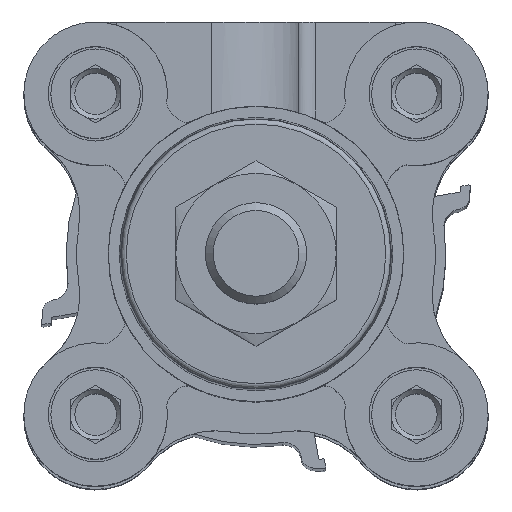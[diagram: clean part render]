
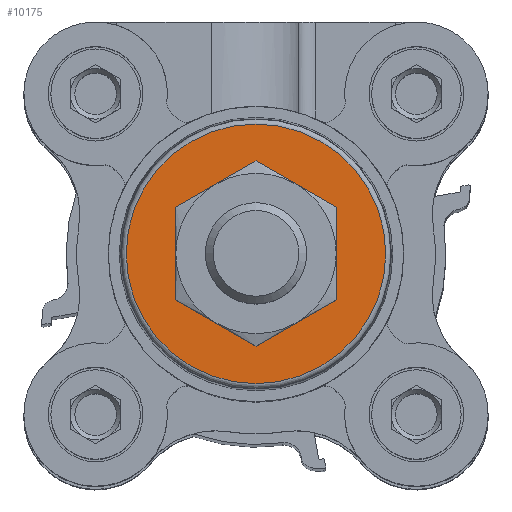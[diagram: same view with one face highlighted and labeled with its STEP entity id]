
A CAD part, top view. The second image highlights one B-rep face of the part: STEP entity #10175.
In plain terms, the highlighted face is planar.
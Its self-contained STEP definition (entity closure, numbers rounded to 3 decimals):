
#1417=PLANE('',#11035);
#1850=CIRCLE('',#11034,15.375);
#1851=CIRCLE('',#11036,8.);
#3793=ORIENTED_EDGE('',*,*,#4933,.F.);
#3794=ORIENTED_EDGE('',*,*,#4932,.T.);
#4932=EDGE_CURVE('',#5657,#5657,#1850,.T.);
#4933=EDGE_CURVE('',#5658,#5658,#1851,.T.);
#5657=VERTEX_POINT('',#15503);
#5658=VERTEX_POINT('',#15506);
#6203=EDGE_LOOP('',(#3793));
#6204=EDGE_LOOP('',(#3794));
#6734=FACE_BOUND('',#6203,.T.);
#6735=FACE_BOUND('',#6204,.T.);
#10175=ADVANCED_FACE('',(#6734,#6735),#1417,.F.);
#11034=AXIS2_PLACEMENT_3D('',#15502,#13255,#13256);
#11035=AXIS2_PLACEMENT_3D('',#15504,#13257,#13258);
#11036=AXIS2_PLACEMENT_3D('',#15505,#13259,#13260);
#13255=DIRECTION('',(0.,0.,-1.));
#13256=DIRECTION('',(-1.,0.,0.));
#13257=DIRECTION('',(0.,0.,1.));
#13258=DIRECTION('',(1.,0.,0.));
#13259=DIRECTION('',(0.,0.,-1.));
#13260=DIRECTION('',(-1.,0.,0.));
#15502=CARTESIAN_POINT('',(0.,0.,-273.));
#15503=CARTESIAN_POINT('',(-15.375,0.,-273.));
#15504=CARTESIAN_POINT('',(0.,15.375,-273.));
#15505=CARTESIAN_POINT('',(0.,0.,-273.));
#15506=CARTESIAN_POINT('',(-8.,0.,-273.));
